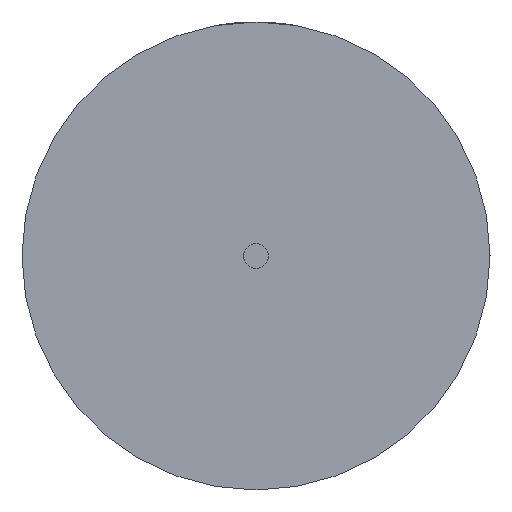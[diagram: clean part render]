
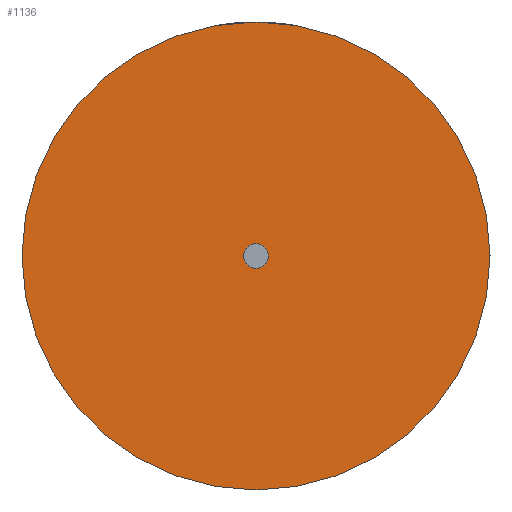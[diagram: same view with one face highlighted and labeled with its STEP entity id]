
A CAD part, left-side view. The second image highlights one B-rep face of the part: STEP entity #1136.
In plain terms, the highlighted planar face has unit normal (-1, 0, 0).
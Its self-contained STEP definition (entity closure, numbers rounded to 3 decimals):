
#56 = EDGE_CURVE ( 'NONE', #422, #1975, #2223, .T. ) ;
#304 = AXIS2_PLACEMENT_3D ( 'NONE', #3212, #786, #3030 ) ;
#333 = CARTESIAN_POINT ( 'NONE',  ( -0.005, 0., -9.5 ) ) ;
#364 = CARTESIAN_POINT ( 'NONE',  ( -0.005, 0., 0. ) ) ;
#369 = CARTESIAN_POINT ( 'NONE',  ( -0.005, 0., 9.5 ) ) ;
#422 = VERTEX_POINT ( 'NONE', #333 ) ;
#594 = CARTESIAN_POINT ( 'NONE',  ( -0.005, 0., 0. ) ) ;
#599 = EDGE_CURVE ( 'NONE', #1975, #422, #2451, .T. ) ;
#719 = ORIENTED_EDGE ( 'NONE', *, *, #56, .T. ) ;
#786 = DIRECTION ( 'NONE',  ( -1., 0., 0. ) ) ;
#789 = FACE_BOUND ( 'NONE', #2694, .T. ) ;
#890 = AXIS2_PLACEMENT_3D ( 'NONE', #1852, #2305, #2819 ) ;
#971 = ORIENTED_EDGE ( 'NONE', *, *, #2556, .F. ) ;
#1042 = CARTESIAN_POINT ( 'NONE',  ( -0.005, 0., 0. ) ) ;
#1136 = ADVANCED_FACE ( 'NONE', ( #2086, #789 ), #1249, .T. ) ;
#1249 = PLANE ( 'NONE',  #304 ) ;
#1526 = EDGE_CURVE ( 'NONE', #2326, #1531, #2698, .T. ) ;
#1531 = VERTEX_POINT ( 'NONE', #2234 ) ;
#1634 = AXIS2_PLACEMENT_3D ( 'NONE', #594, #2335, #2359 ) ;
#1852 = CARTESIAN_POINT ( 'NONE',  ( -0.005, 0., 0. ) ) ;
#1900 = EDGE_LOOP ( 'NONE', ( #719, #2463 ) ) ;
#1975 = VERTEX_POINT ( 'NONE', #369 ) ;
#2086 = FACE_OUTER_BOUND ( 'NONE', #1900, .T. ) ;
#2100 = DIRECTION ( 'NONE',  ( 0., 0., 1. ) ) ;
#2223 = CIRCLE ( 'NONE', #2990, 9.5 ) ;
#2234 = CARTESIAN_POINT ( 'NONE',  ( -0.005, 0., 0.5 ) ) ;
#2299 = CIRCLE ( 'NONE', #890, 0.5 ) ;
#2305 = DIRECTION ( 'NONE',  ( -1., 0., 0. ) ) ;
#2326 = VERTEX_POINT ( 'NONE', #2992 ) ;
#2335 = DIRECTION ( 'NONE',  ( -1., 0., 0. ) ) ;
#2359 = DIRECTION ( 'NONE',  ( 0., 0., 1. ) ) ;
#2396 = ORIENTED_EDGE ( 'NONE', *, *, #1526, .F. ) ;
#2451 = CIRCLE ( 'NONE', #1634, 9.5 ) ;
#2463 = ORIENTED_EDGE ( 'NONE', *, *, #599, .T. ) ;
#2556 = EDGE_CURVE ( 'NONE', #1531, #2326, #2299, .T. ) ;
#2694 = EDGE_LOOP ( 'NONE', ( #2396, #971 ) ) ;
#2698 = CIRCLE ( 'NONE', #3007, 0.5 ) ;
#2787 = DIRECTION ( 'NONE',  ( -1., 0., 0. ) ) ;
#2819 = DIRECTION ( 'NONE',  ( 0., 0., 1. ) ) ;
#2990 = AXIS2_PLACEMENT_3D ( 'NONE', #1042, #2787, #3034 ) ;
#2992 = CARTESIAN_POINT ( 'NONE',  ( -0.005, 0., -0.5 ) ) ;
#3007 = AXIS2_PLACEMENT_3D ( 'NONE', #364, #3072, #2100 ) ;
#3030 = DIRECTION ( 'NONE',  ( 0., 0., 1. ) ) ;
#3034 = DIRECTION ( 'NONE',  ( 0., 0., 1. ) ) ;
#3072 = DIRECTION ( 'NONE',  ( -1., 0., 0. ) ) ;
#3212 = CARTESIAN_POINT ( 'NONE',  ( -0.005, 0., 0. ) ) ;
